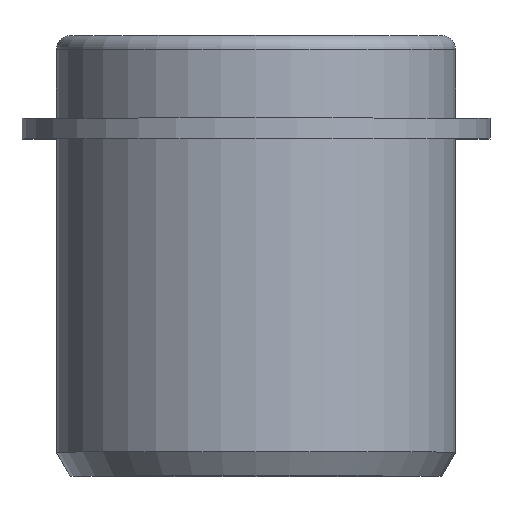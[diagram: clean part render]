
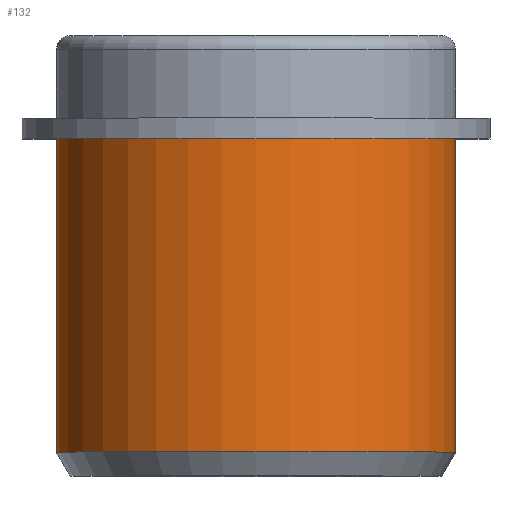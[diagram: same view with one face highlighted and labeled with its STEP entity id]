
A CAD part, top view. The second image highlights one B-rep face of the part: STEP entity #132.
In plain terms, the highlighted cylindrical face has radius 29 mm (diameter 58 mm), a full revolution.
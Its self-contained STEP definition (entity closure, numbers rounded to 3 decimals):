
#18=CYLINDRICAL_SURFACE('',#152,29.);
#25=FACE_BOUND('',#56,.T.);
#38=FACE_OUTER_BOUND('',#55,.T.);
#55=EDGE_LOOP('',(#110));
#56=EDGE_LOOP('',(#111));
#71=CIRCLE('',#151,29.);
#72=CIRCLE('',#153,29.);
#82=VERTEX_POINT('',#228);
#83=VERTEX_POINT('',#231);
#93=EDGE_CURVE('',#82,#82,#71,.T.);
#94=EDGE_CURVE('',#83,#83,#72,.T.);
#110=ORIENTED_EDGE('',*,*,#93,.T.);
#111=ORIENTED_EDGE('',*,*,#94,.F.);
#132=ADVANCED_FACE('',(#38,#25),#18,.T.);
#151=AXIS2_PLACEMENT_3D('',#229,#187,#188);
#152=AXIS2_PLACEMENT_3D('',#230,#189,#190);
#153=AXIS2_PLACEMENT_3D('',#232,#191,#192);
#187=DIRECTION('center_axis',(0.,-1.,0.));
#188=DIRECTION('ref_axis',(1.,0.,0.));
#189=DIRECTION('center_axis',(0.,-1.,0.));
#190=DIRECTION('ref_axis',(1.,0.,0.));
#191=DIRECTION('center_axis',(0.,-1.,0.));
#192=DIRECTION('ref_axis',(1.,0.,0.));
#228=CARTESIAN_POINT('',(29.,49.,0.));
#229=CARTESIAN_POINT('Origin',(0.,49.,0.));
#230=CARTESIAN_POINT('Origin',(0.,26.25,0.));
#231=CARTESIAN_POINT('',(29.,3.5,0.));
#232=CARTESIAN_POINT('Origin',(0.,3.5,0.));
